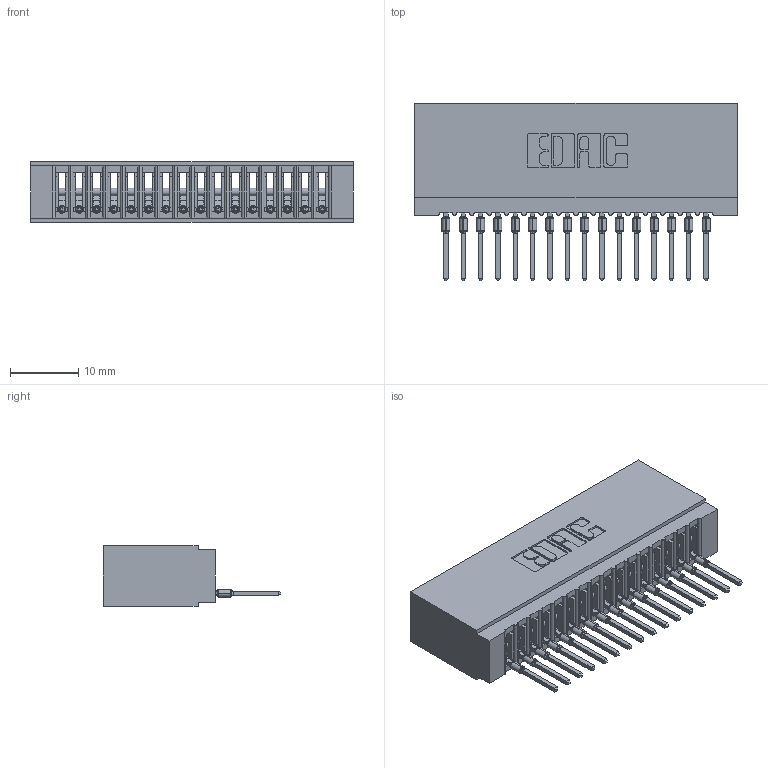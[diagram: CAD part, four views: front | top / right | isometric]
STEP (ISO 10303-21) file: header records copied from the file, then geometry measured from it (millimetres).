
FILE_DESCRIPTION (( 'STEP AP203' ), '1' );
FILE_NAME ('745-016-522-101.STEP', '2026-02-25T15:57:54', ( '' ), ( '' ), 'SwSTEP 2.0', 'SolidWorks 2023', '' );
FILE_SCHEMA (( 'CONFIG_CONTROL_DESIGN' ));
Length unit declared in the file: millimetre
Products named in the file (3): 745-016-522-101; 745-292-001_522; 745 Part_Insulator Option - 01
Assembly tree (17 placements, depth 2):
  745-016-522-101
    745 Part_Insulator Option - 01
    745-292-001_522  x16
Bounding box: 47.24 x 25.92 x 8.89 mm (x, y, z)
Volume: 4272.5 mm3; surface area: 7488.7 mm2
Topology: 17 solids, 17 shells, 1887 faces, 5186 edges, 3276 vertices
Faces by surface type: plane 1127, cylinder 344, bspline 320, torus 96
Entity records: 29974 total; most frequent: CARTESIAN_POINT 5783, ORIENTED_EDGE 5182, DIRECTION 4517, EDGE_CURVE 2591, VECTOR 2313, LINE 2313, VERTEX_POINT 1656, AXIS2_PLACEMENT_3D 1102
